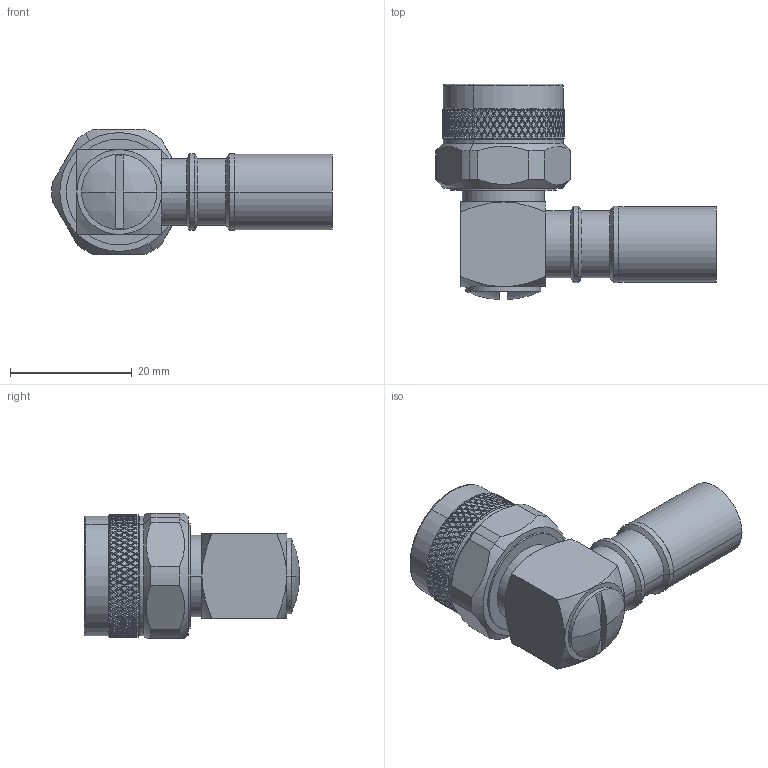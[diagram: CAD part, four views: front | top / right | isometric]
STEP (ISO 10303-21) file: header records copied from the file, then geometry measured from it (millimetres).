
FILE_DESCRIPTION (( 'STEP AP203' ), '1' );
FILE_NAME ('TC-400-NMH-RA-D.step', '2019-05-09T23:29:19', ( '' ), ( '' ), 'SwSTEP 2.0', 'SolidWorks 2018', '' );
FILE_SCHEMA (( 'CONFIG_CONTROL_DESIGN' ));
Length unit declared in the file: inch
Products named in the file (1): TC-400-NMH-RA-D
Bounding box: 46.15 x 35.41 x 20.62 mm (x, y, z)
Volume: 9008.8 mm3; surface area: 6285.7 mm2
Topology: 2 solids, 2 shells, 2250 faces, 4854 edges, 2620 vertices
Faces by surface type: bspline 1683, cylinder 479, plane 45, cone 39, torus 2, sphere 2
Entity records: 76362 total; most frequent: CARTESIAN_POINT 46261, ORIENTED_EDGE 9708, EDGE_CURVE 4854, VERTEX_POINT 2620, EDGE_LOOP 2264, ADVANCED_FACE 2250, FACE_OUTER_BOUND 2250, B_SPLINE_CURVE_WITH_KNOTS 2093
